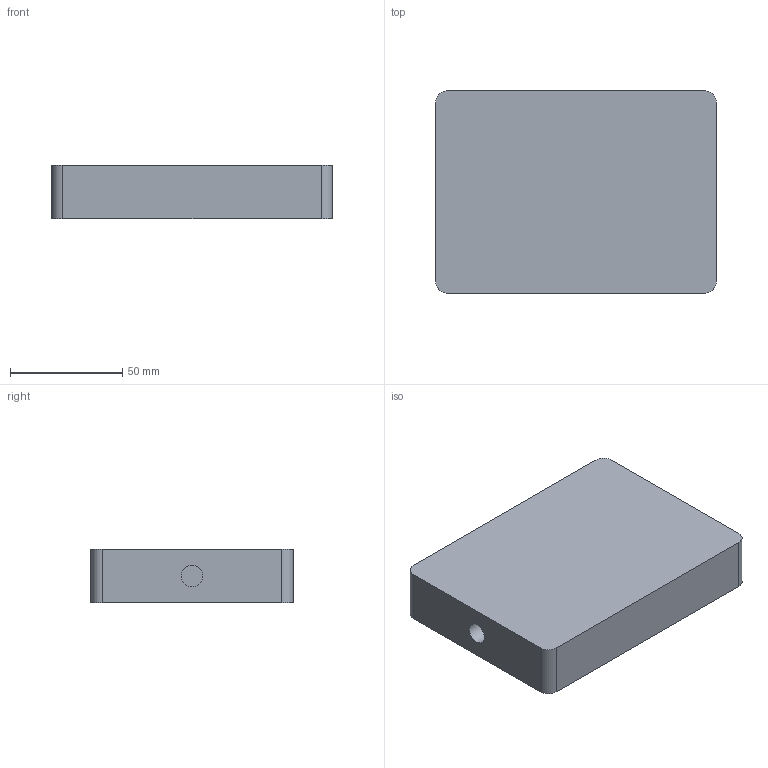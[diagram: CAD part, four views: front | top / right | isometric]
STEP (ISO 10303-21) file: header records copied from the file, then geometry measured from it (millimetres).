
FILE_DESCRIPTION(/* description */ (''),/* implementation_level */ '2;1');
FILE_NAME(/* name */ 'Housing.step',/* time_stamp */ '2024-09-06T10:29:26-07:00',/* author */ (''),/* organization */ (''),/* preprocessor_version */ 'ST-DEVELOPER v19.2',/* originating_system */ 'Autodesk Translation Framework v12.4.0.73',/* authorisation */ '');
FILE_SCHEMA (('AUTOMOTIVE_DESIGN { 1 0 10303 214 3 1 1 }'));
Length unit declared in the file: millimetre
Products named in the file (2): (Unsaved); Housing
Assembly tree (1 placements, depth 2):
  (Unsaved)
    Housing
Bounding box: 125 x 90 x 24 mm (x, y, z)
Volume: 238095 mm3; surface area: 38589.3 mm2
Topology: 1 solids, 1 shells, 65 faces, 156 edges, 104 vertices
Faces by surface type: plane 37, cylinder 28
Full cylindrical faces by diameter (mm): 2.5 x10, 9.525 x2
Entity records: 1978 total; most frequent: DIRECTION 352, CARTESIAN_POINT 328, ORIENTED_EDGE 312, EDGE_CURVE 156, AXIS2_PLACEMENT_3D 128, VERTEX_POINT 104, LINE 96, VECTOR 96
